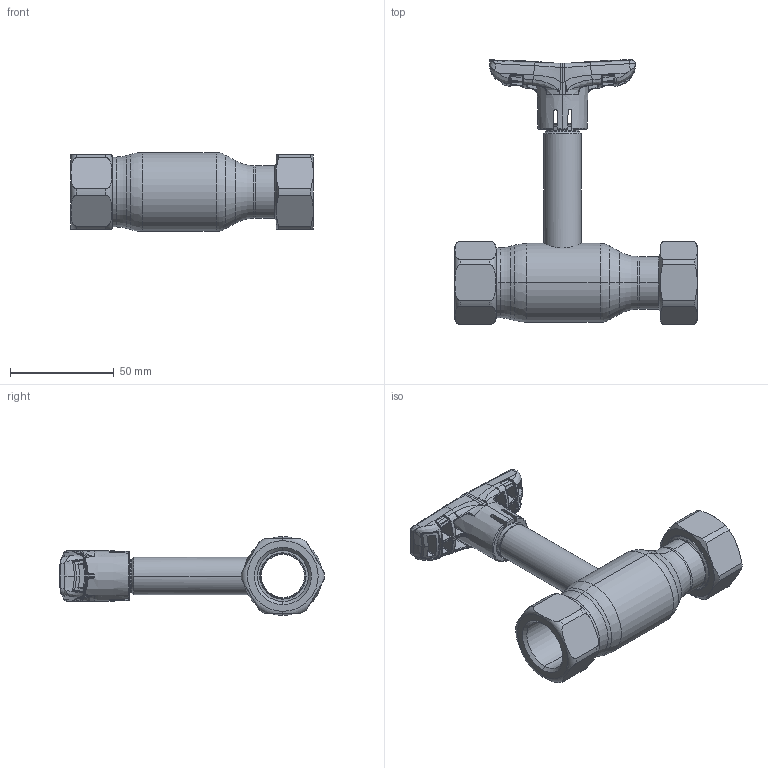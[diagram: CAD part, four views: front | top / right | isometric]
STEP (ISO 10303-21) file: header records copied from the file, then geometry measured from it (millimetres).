
FILE_DESCRIPTION (( 'STEP AP214' ), '1' );
FILE_NAME ('1020002201-1400.step', '2024-01-16T11:16:25', ( '' ), ( '' ), 'SwSTEP 2.0', 'SolidWorks 2021', '' );
FILE_SCHEMA (( 'AUTOMOTIVE_DESIGN' ));
Length unit declared in the file: millimetre
Products named in the file (1): 1020002201-1400
Bounding box: 116.95 x 127.48 x 38 mm (x, y, z)
Surface area: 32798.3 mm2 (no closed solid volume)
Topology: 0 solids, 10 shells, 723 faces, 2074 edges, 1296 vertices
Faces by surface type: bspline 534, plane 65, cylinder 54, torus 31, cone 29, sphere 10
Entity records: 54643 total; most frequent: CARTESIAN_POINT 32587, ORIENTED_EDGE 3661, EDGE_CURVE 2064, DIRECTION 1552, B_SPLINE_CURVE_WITH_KNOTS 1382, VERTEX_POINT 1292, EDGE_LOOP 735, UNCERTAINTY_MEASURE_WITH_UNIT 725
